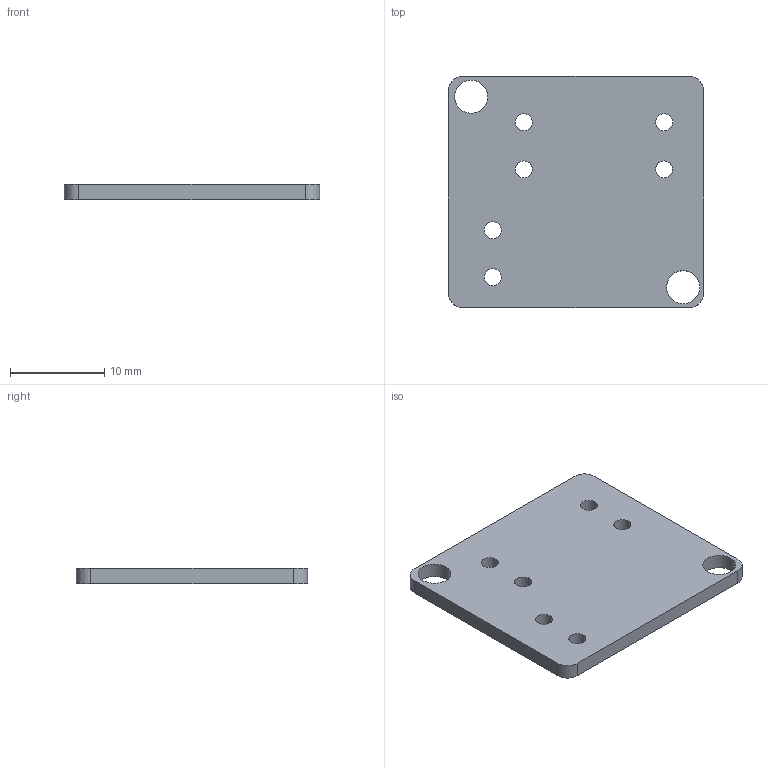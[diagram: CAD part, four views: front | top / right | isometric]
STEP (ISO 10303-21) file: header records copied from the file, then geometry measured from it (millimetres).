
FILE_DESCRIPTION(('KiCad electronic assembly'),'2;1');
FILE_NAME('Solenoid valve.step','2022-07-13T10:37:13',('Pcbnew'),( 'Kicad'),'Open CASCADE STEP processor 7.5','KiCad to STEP converter' ,'Unknown');
FILE_SCHEMA(('AUTOMOTIVE_DESIGN { 1 0 10303 214 1 1 1 1 }'));
Length unit declared in the file: millimetre
Products named in the file (2): Solenoid valve 1; Solenoid valve PCB
Assembly tree (1 placements, depth 2):
  Solenoid valve 1
    Solenoid valve PCB
Bounding box: 27.05 x 24.51 x 1.6 mm (x, y, z)
Volume: 1002.5 mm3; surface area: 1503.4 mm2
Topology: 1 solids, 1 shells, 18 faces, 48 edges, 32 vertices
Faces by surface type: cylinder 12, plane 6
Full cylindrical faces by diameter (mm): 1.8 x6, 3.5 x2
Entity records: 1351 total; most frequent: CARTESIAN_POINT 340, DIRECTION 184, ORIENTED_EDGE 96, LINE 96, VECTOR 96, PCURVE 96, DEFINITIONAL_REPRESENTATION 96, EDGE_CURVE 48
